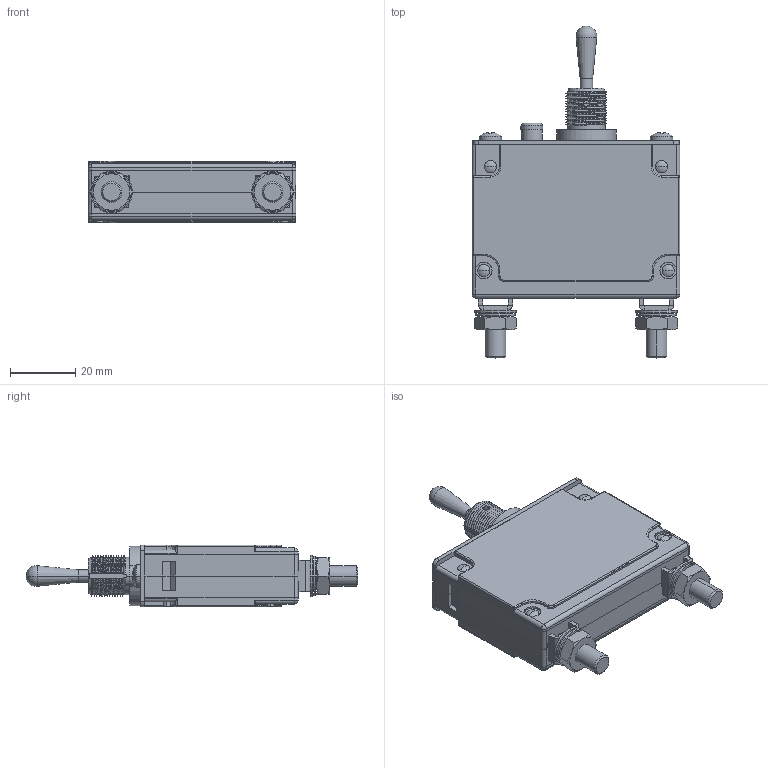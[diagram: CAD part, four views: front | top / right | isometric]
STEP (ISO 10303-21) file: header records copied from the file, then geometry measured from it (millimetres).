
FILE_DESCRIPTION((''),'2;1');
FILE_NAME('CM1_STUD','2012-01-26T',('danboyden'),(''),'PRO/ENGINEER BY PARAMETRIC TECHNOLOGY CORPORATION, 2010280','PRO/ENGINEER BY PARAMETRIC TECHNOLOGY CORPORATION, 2010280','');
FILE_SCHEMA(('CONFIG_CONTROL_DESIGN'));
Products named in the file (1): CM1_STUD
Bounding box: 63.5 x 101.48 x 18.9 mm (x, y, z)
Volume: 28263.8 mm3; surface area: 27991.9 mm2
Topology: 2 solids, 8 shells, 4039 faces, 11302 edges, 7383 vertices
Faces by surface type: plane 3146, cylinder 399, extrusion 198, bspline 135, cone 106, sphere 26, torus 26, revolution 3
Entity records: 156492 total; most frequent: CARTESIAN_POINT 54580, ORIENTED_EDGE 22564, DIRECTION 18484, EDGE_CURVE 11282, VECTOR 9587, LINE 9389, VERTEX_POINT 7383, AXIS2_PLACEMENT_3D 4447
